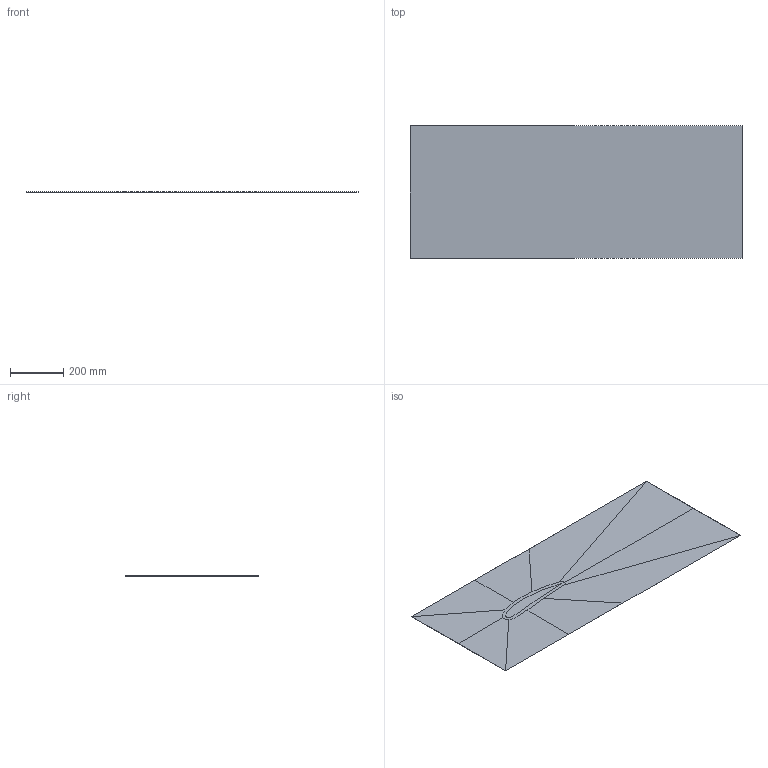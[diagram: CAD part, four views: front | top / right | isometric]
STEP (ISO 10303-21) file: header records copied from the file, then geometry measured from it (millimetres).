
FILE_DESCRIPTION(/* description */ (''),/* implementation_level */ '2;1');
FILE_NAME(/* name */ 'Aerofoil2 v7.step',/* time_stamp */ '2024-05-16T14:00:55+02:00',/* author */ (''),/* organization */ (''),/* preprocessor_version */ 'ST-DEVELOPER v20',/* originating_system */ 'Autodesk Translation Framework v12.20.1.177',/* authorisation */ '');
FILE_SCHEMA (('AUTOMOTIVE_DESIGN { 1 0 10303 214 3 1 1 }'));
Length unit declared in the file: millimetre
Products named in the file (1): Aerofoil2
Bounding box: 1250 x 500 x 0.1 mm (x, y, z)
Volume: 62500 mm3; surface area: 1884654.2 mm2
Topology: 1 solids, 13 shells, 18 faces, 63 edges, 59 vertices
Faces by surface type: plane 18
Entity records: 1071 total; most frequent: CARTESIAN_POINT 525, DIRECTION 80, ORIENTED_EDGE 75, EDGE_CURVE 63, VERTEX_POINT 59, LINE 42, VECTOR 42, B_SPLINE_CURVE_WITH_KNOTS 21
